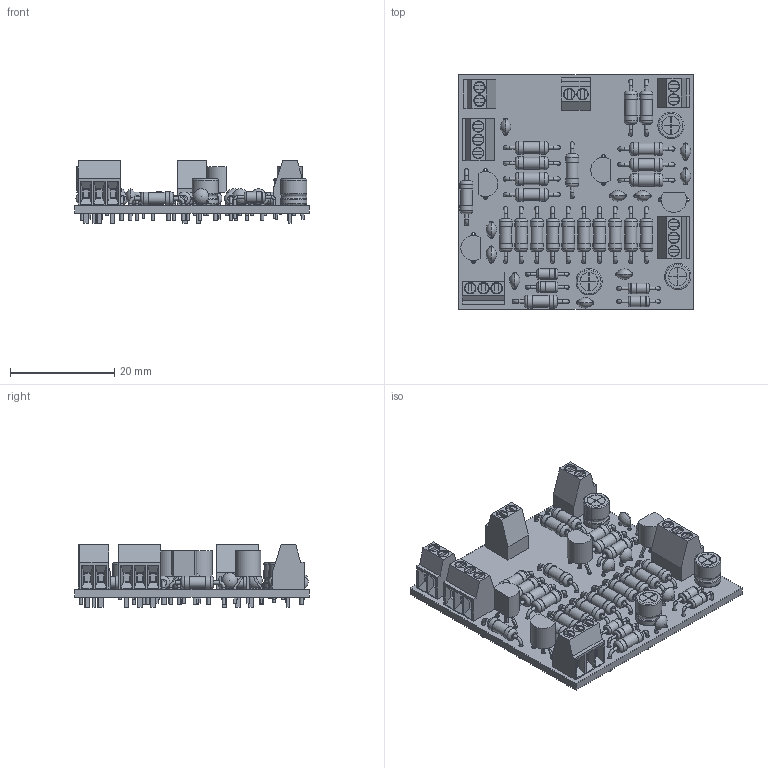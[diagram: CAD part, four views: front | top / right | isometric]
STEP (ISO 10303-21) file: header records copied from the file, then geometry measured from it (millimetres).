
FILE_DESCRIPTION(('KiCad electronic assembly'),'2;1');
FILE_NAME('Big_Muff.step','2025-06-08T15:50:04',('Pcbnew'),('Kicad'), 'Open CASCADE STEP processor 7.8','KiCad to STEP converter','Unknown' );
FILE_SCHEMA(('AUTOMOTIVE_DESIGN { 1 0 10303 214 1 1 1 1 }'));
Length unit declared in the file: millimetre
Products named in the file (9): Big_Muff 1; R_Axial_DIN0207_L6.3mm_D2.5mm_P10.16mm_Horizontal; D_DO-35_SOD27_P7.62mm_Horizontal; CP_Radial_D5.0mm_P2.50mm; TerminalBlock_Phoenix_MPT-0,5-2-2.54_1x02_P2.54mm_Horizontal; C_Disc_D3.0mm_W2.0mm_P2.50mm; TerminalBlock_Phoenix_MPT-0,5-3-2.54_1x03_P2.54mm_Horizontal; TO-92_Inline_Wide; Big_Muff_PCB
Assembly tree (50 placements, depth 2):
  Big_Muff 1
    R_Axial_DIN0207_L6.3mm_D2.5mm_P10.16mm_Horizontal  x22
    D_DO-35_SOD27_P7.62mm_Horizontal  x4
    CP_Radial_D5.0mm_P2.50mm  x3
    TerminalBlock_Phoenix_MPT-0,5-2-2.54_1x02_P2.54mm_Horizontal  x3
    C_Disc_D3.0mm_W2.0mm_P2.50mm  x10
    TerminalBlock_Phoenix_MPT-0,5-3-2.54_1x03_P2.54mm_Horizontal  x3
    TO-92_Inline_Wide  x4
    Big_Muff_PCB
Bounding box: 45 x 45 x 12 mm (x, y, z)
Volume: 5903.1 mm3; surface area: 11312 mm2
Topology: 54 solids, 57 shells, 1533 faces, 3385 edges, 2135 vertices
Faces by surface type: plane 844, cylinder 446, torus 110, bspline 78, revolution 35, sphere 20
Full cylindrical faces by diameter (mm): 0.5 x38, 0.6 x88, 0.8 x90, 1.1 x45, 2 x23, 2.02 x4, 2.2 x15, 2.25 x22, 2.5 x44
Entity records: 17268 total; most frequent: CARTESIAN_POINT 3308, DIRECTION 2419, ORIENTED_EDGE 2202, EDGE_CURVE 1101, AXIS2_PLACEMENT_3D 897, FACE_BOUND 721, EDGE_LOOP 721, VERTEX_POINT 712
